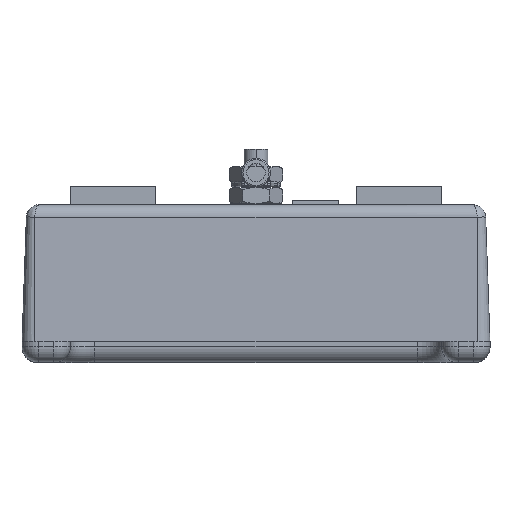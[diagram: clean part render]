
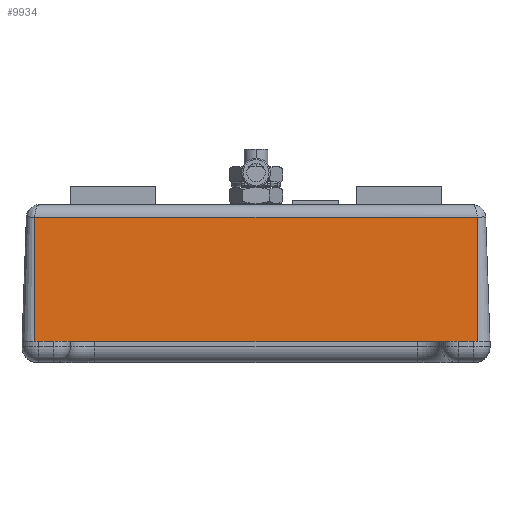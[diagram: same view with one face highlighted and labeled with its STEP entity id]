
A CAD part, top view. The second image highlights one B-rep face of the part: STEP entity #9934.
In plain terms, the highlighted planar face has unit normal (0, 0.035, 0.999).
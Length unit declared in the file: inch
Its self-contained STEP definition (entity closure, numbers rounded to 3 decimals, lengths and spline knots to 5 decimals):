
#148 = EDGE_CURVE ( 'NONE', #10713, #15756, #9201, .T. ) ;
#831 = LINE ( 'NONE', #11724, #14304 ) ;
#986 = ORIENTED_EDGE ( 'NONE', *, *, #3587, .T. ) ;
#1083 = VERTEX_POINT ( 'NONE', #15070 ) ;
#1968 = DIRECTION ( 'NONE',  ( 0., -0.999, 0.035 ) ) ;
#2795 = EDGE_CURVE ( 'NONE', #8481, #10713, #10858, .T. ) ;
#2952 = CARTESIAN_POINT ( 'NONE',  ( -1.715, 0.96549, 0.72128 ) ) ;
#3587 = EDGE_CURVE ( 'NONE', #1083, #8481, #12643, .T. ) ;
#3613 = CARTESIAN_POINT ( 'NONE',  ( -1.715, 0., 0.755 ) ) ;
#4856 = DIRECTION ( 'NONE',  ( 0., -0.999, 0.035 ) ) ;
#5173 = EDGE_CURVE ( 'NONE', #1083, #15756, #831, .T. ) ;
#5263 = AXIS2_PLACEMENT_3D ( 'NONE', #3613, #14773, #4856 ) ;
#5865 = EDGE_LOOP ( 'NONE', ( #12282, #986, #15446, #9866 ) ) ;
#5911 = VECTOR ( 'NONE', #7021, 39.37008 ) ;
#6261 = CARTESIAN_POINT ( 'NONE',  ( 1.715, 0., 0.755 ) ) ;
#7021 = DIRECTION ( 'NONE',  ( 1., 0., 0. ) ) ;
#7564 = CARTESIAN_POINT ( 'NONE',  ( -1.715, 0., 0.755 ) ) ;
#8205 = DIRECTION ( 'NONE',  ( -1., 0., 0. ) ) ;
#8481 = VERTEX_POINT ( 'NONE', #2952 ) ;
#8522 = PLANE ( 'NONE',  #5263 ) ;
#9201 = LINE ( 'NONE', #13255, #5911 ) ;
#9519 = VECTOR ( 'NONE', #10471, 39.37008 ) ;
#9866 = ORIENTED_EDGE ( 'NONE', *, *, #148, .T. ) ;
#9934 = ADVANCED_FACE ( 'NONE', ( #12445 ), #8522, .T. ) ;
#10471 = DIRECTION ( 'NONE',  ( 0., -0.999, 0.035 ) ) ;
#10713 = VERTEX_POINT ( 'NONE', #7564 ) ;
#10858 = LINE ( 'NONE', #12999, #9519 ) ;
#11261 = VECTOR ( 'NONE', #8205, 39.37008 ) ;
#11724 = CARTESIAN_POINT ( 'NONE',  ( 1.715, 0., 0.755 ) ) ;
#12282 = ORIENTED_EDGE ( 'NONE', *, *, #5173, .F. ) ;
#12445 = FACE_OUTER_BOUND ( 'NONE', #5865, .T. ) ;
#12643 = LINE ( 'NONE', #15634, #11261 ) ;
#12999 = CARTESIAN_POINT ( 'NONE',  ( -1.715, 0., 0.755 ) ) ;
#13255 = CARTESIAN_POINT ( 'NONE',  ( -1.715, 0., 0.755 ) ) ;
#14304 = VECTOR ( 'NONE', #1968, 39.37008 ) ;
#14773 = DIRECTION ( 'NONE',  ( 0., 0.035, 0.999 ) ) ;
#15070 = CARTESIAN_POINT ( 'NONE',  ( 1.715, 0.96549, 0.72128 ) ) ;
#15446 = ORIENTED_EDGE ( 'NONE', *, *, #2795, .T. ) ;
#15634 = CARTESIAN_POINT ( 'NONE',  ( -1.715, 0.96549, 0.72128 ) ) ;
#15756 = VERTEX_POINT ( 'NONE', #6261 ) ;
